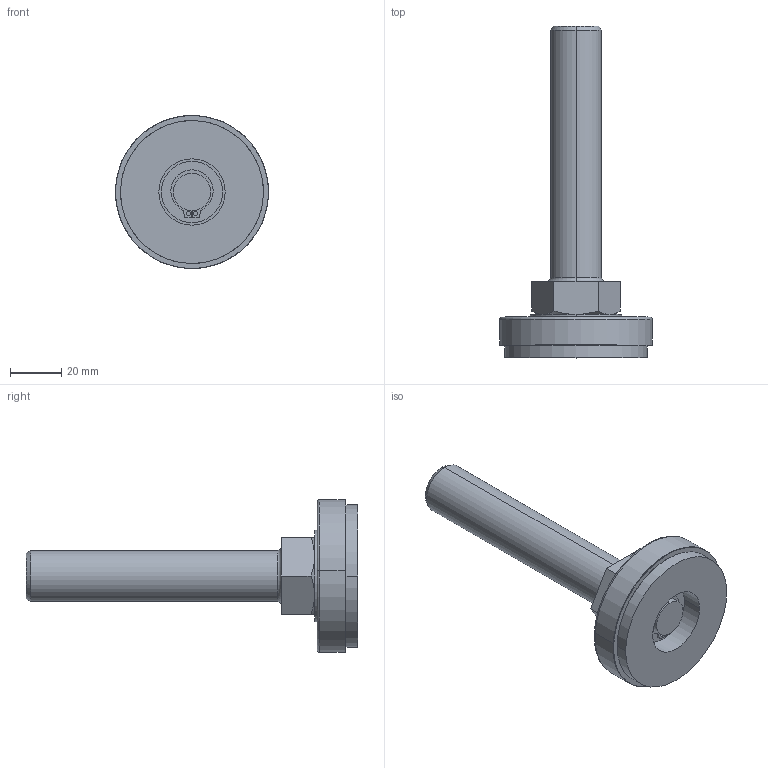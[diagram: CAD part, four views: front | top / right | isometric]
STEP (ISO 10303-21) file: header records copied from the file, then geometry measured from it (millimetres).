
FILE_DESCRIPTION (( 'STEP AP203' ), '1' );
FILE_NAME ('KC-280-1_.STEP', '2006-06-08T05:52:19', ( ' ' ), ( ' ' ), 'SwSTEP 2.0', 'SolidWorks 2005204', '' );
FILE_SCHEMA (( 'CONFIG_CONTROL_DESIGN' ));
Length unit declared in the file: millimetre
Products named in the file (7): KC-280-1_; 儚僢僔儍乕M14彫宍娵_棉太倌; KC-280-1儃儖僩_岞_棉太倌; KC-280-0,-1,-2ワッシャー_ﾃﾞﾌｫﾙﾄ; KC-280-1,-2僇僶乕_棉太倌; KC-280-0,1,2僑儉懌_棉太倌; φ14用C型止め輪（外部）_JIS B 2804 Shaft use 14
Assembly tree (6 placements, depth 2):
  KC-280-1_
    KC-280-0,1,2僑儉懌_棉太倌
    儚僢僔儍乕M14彫宍娵_棉太倌
    φ14用C型止め輪（外部）_JIS B 2804 Shaft use 14
    KC-280-1,-2僇僶乕_棉太倌
    KC-280-1儃儖僩_岞_棉太倌
    KC-280-0,-1,-2ワッシャー_ﾃﾞﾌｫﾙﾄ
Bounding box: 60 x 130 x 60 mm (x, y, z)
Volume: 82311 mm3; surface area: 30769.9 mm2
Topology: 6 solids, 6 shells, 100 faces, 218 edges, 140 vertices
Faces by surface type: cylinder 50, plane 34, torus 8, cone 8
Entity records: 3595 total; most frequent: DIRECTION 548, CARTESIAN_POINT 543, ORIENTED_EDGE 436, AXIS2_PLACEMENT_3D 233, EDGE_CURVE 218, VERTEX_POINT 140, CIRCLE 124, EDGE_LOOP 122
